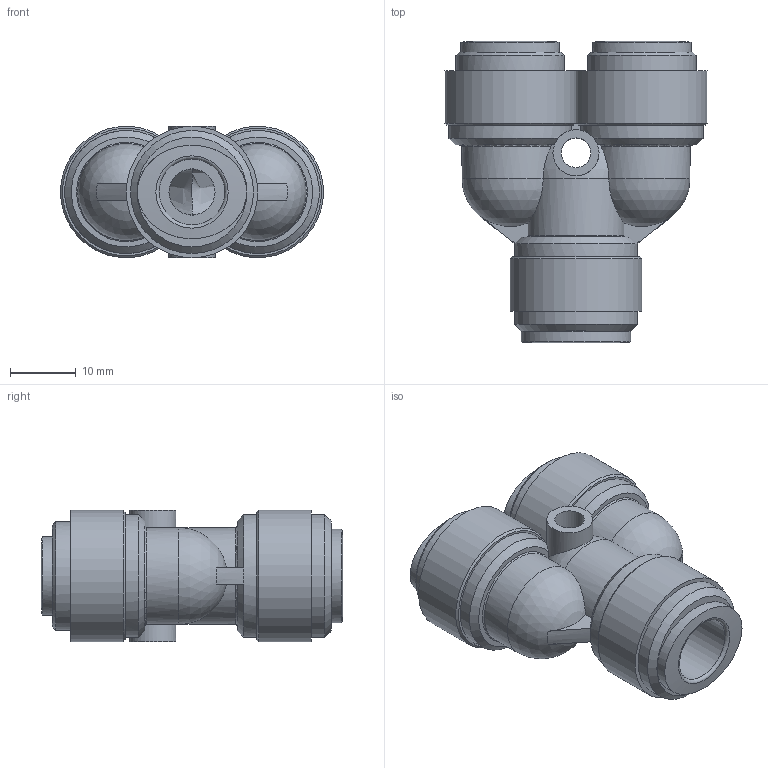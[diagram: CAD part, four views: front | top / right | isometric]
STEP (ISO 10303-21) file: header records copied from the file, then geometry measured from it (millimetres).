
FILE_DESCRIPTION(/* description */ (''),/* implementation_level */ '2;1');
FILE_NAME(/* name */ 'Fluidfit Products 3D Ass''HUY 1008.stp',/* time_stamp */ '2013-10-31T10:48:46+09:00',/* author */ ('DIAMOND'),/* organization */ (''),/* preprocessor_version */ 'ST-DEVELOPER v15.2',/* originating_system */ 'Autodesk Inventor 2014',/* authorisation */ '');
FILE_SCHEMA (('AUTOMOTIVE_DESIGN { 1 0 10303 214 3 1 1 }'));
Length unit declared in the file: millimetre
Products named in the file (1): HUY 1008
Bounding box: 39.92 x 45.9 x 20 mm (x, y, z)
Volume: 14198.6 mm3; surface area: 7371.9 mm2
Topology: 1 solids, 1 shells, 73 faces, 178 edges, 113 vertices
Faces by surface type: plane 23, cylinder 19, cone 10, bspline 10, torus 7, sphere 4
Full cylindrical faces by diameter (mm): 4.5 x1, 7 x2, 8 x2, 10 x1, 16.5 x2, 18.7 x2, 20 x1
Entity records: 2549 total; most frequent: CARTESIAN_POINT 942, DIRECTION 329, ORIENTED_EDGE 312, EDGE_CURVE 156, AXIS2_PLACEMENT_3D 148, VERTEX_POINT 109, EDGE_LOOP 103, CIRCLE 77
